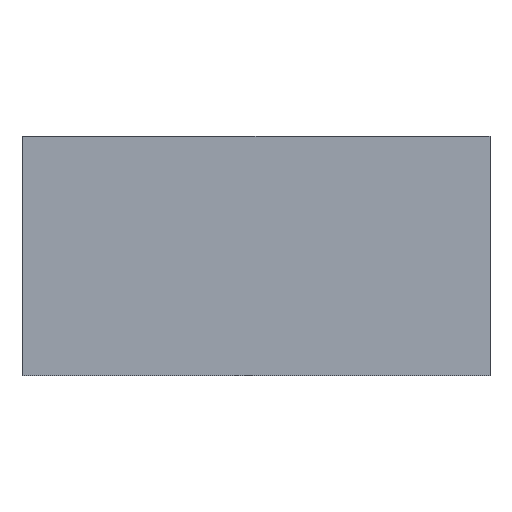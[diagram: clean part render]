
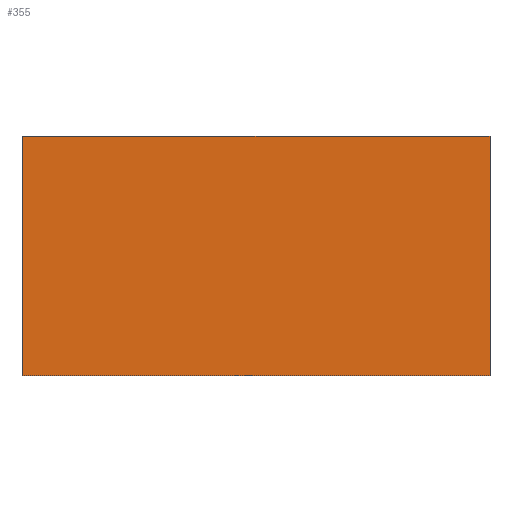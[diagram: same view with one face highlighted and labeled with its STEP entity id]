
A CAD part, front view. The second image highlights one B-rep face of the part: STEP entity #355.
In plain terms, the highlighted planar face has unit normal (0, -1, 0).
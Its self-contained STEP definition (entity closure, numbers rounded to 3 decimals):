
#355 = ADVANCED_FACE( '', ( #701 ), #702, .F. );
#701 = FACE_OUTER_BOUND( '', #1051, .T. );
#702 = PLANE( '', #1052 );
#1051 = EDGE_LOOP( '', ( #2100, #2101, #2102, #2103, #2104, #2105, #2106, #2107, #2108, #2109, #2110, #2111 ) );
#1052 = AXIS2_PLACEMENT_3D( '', #2112, #2113, #2114 );
#2100 = ORIENTED_EDGE( '', *, *, #2512, .F. );
#2101 = ORIENTED_EDGE( '', *, *, #2503, .T. );
#2102 = ORIENTED_EDGE( '', *, *, #2361, .F. );
#2103 = ORIENTED_EDGE( '', *, *, #2597, .F. );
#2104 = ORIENTED_EDGE( '', *, *, #2572, .T. );
#2105 = ORIENTED_EDGE( '', *, *, #2606, .T. );
#2106 = ORIENTED_EDGE( '', *, *, #2621, .F. );
#2107 = ORIENTED_EDGE( '', *, *, #2627, .T. );
#2108 = ORIENTED_EDGE( '', *, *, #2535, .T. );
#2109 = ORIENTED_EDGE( '', *, *, #2376, .F. );
#2110 = ORIENTED_EDGE( '', *, *, #2628, .F. );
#2111 = ORIENTED_EDGE( '', *, *, #2499, .F. );
#2112 = CARTESIAN_POINT( '', ( -2.05, -2.05, 2.1 ) );
#2113 = DIRECTION( '', ( 0., 1., 0. ) );
#2114 = DIRECTION( '', ( 0., 0., 1. ) );
#2361 = EDGE_CURVE( '', #2792, #2788, #2794, .T. );
#2376 = EDGE_CURVE( '', #2818, #2820, #2821, .T. );
#2499 = EDGE_CURVE( '', #3009, #3004, #3011, .T. );
#2503 = EDGE_CURVE( '', #3015, #2788, #3016, .T. );
#2512 = EDGE_CURVE( '', #3015, #3009, #3027, .T. );
#2535 = EDGE_CURVE( '', #3062, #2820, #3064, .T. );
#2572 = EDGE_CURVE( '', #3115, #3113, #3116, .T. );
#2597 = EDGE_CURVE( '', #3115, #2792, #3143, .T. );
#2606 = EDGE_CURVE( '', #3113, #3151, #3154, .T. );
#2621 = EDGE_CURVE( '', #3171, #3151, #3173, .T. );
#2627 = EDGE_CURVE( '', #3171, #3062, #3179, .T. );
#2628 = EDGE_CURVE( '', #3004, #2818, #3180, .T. );
#2788 = VERTEX_POINT( '', #3591 );
#2792 = VERTEX_POINT( '', #3597 );
#2794 = LINE( '', #3600, #3601 );
#2818 = VERTEX_POINT( '', #3639 );
#2820 = VERTEX_POINT( '', #3642 );
#2821 = LINE( '', #3643, #3644 );
#3004 = VERTEX_POINT( '', #4105 );
#3009 = VERTEX_POINT( '', #4112 );
#3011 = LINE( '', #4115, #4116 );
#3015 = VERTEX_POINT( '', #4134 );
#3016 = LINE( '', #4135, #4136 );
#3027 = LINE( '', #4157, #4158 );
#3062 = VERTEX_POINT( '', #4281 );
#3064 = LINE( '', #4284, #4285 );
#3113 = VERTEX_POINT( '', #4411 );
#3115 = VERTEX_POINT( '', #4414 );
#3116 = LINE( '', #4415, #4416 );
#3143 = LINE( '', #4458, #4459 );
#3151 = VERTEX_POINT( '', #4471 );
#3154 = LINE( '', #4475, #4476 );
#3171 = VERTEX_POINT( '', #4501 );
#3173 = LINE( '', #4504, #4505 );
#3179 = LINE( '', #4513, #4514 );
#3180 = LINE( '', #4515, #4516 );
#3591 = CARTESIAN_POINT( '', ( 0.6, -2.05, 2.1 ) );
#3597 = CARTESIAN_POINT( '', ( -0.6, -2.05, 2.1 ) );
#3600 = CARTESIAN_POINT( '', ( -2.05, -2.05, 2.1 ) );
#3601 = VECTOR( '', #4606, 1000. );
#3639 = CARTESIAN_POINT( '', ( 2.05, -2.05, 2.1 ) );
#3642 = CARTESIAN_POINT( '', ( 2.05, -2.05, 0. ) );
#3643 = CARTESIAN_POINT( '', ( 2.05, -2.05, 2.1 ) );
#3644 = VECTOR( '', #4614, 1000. );
#4105 = CARTESIAN_POINT( '', ( 1.6, -2.05, 2.1 ) );
#4112 = CARTESIAN_POINT( '', ( 1.6, -2.05, 2.1 ) );
#4115 = CARTESIAN_POINT( '', ( 1.6, -2.05, 2.1 ) );
#4116 = VECTOR( '', #4664, 1000. );
#4134 = CARTESIAN_POINT( '', ( 0.6, -2.05, 2.1 ) );
#4135 = CARTESIAN_POINT( '', ( 0.6, -2.05, 2.1 ) );
#4136 = VECTOR( '', #4665, 1000. );
#4157 = CARTESIAN_POINT( '', ( 0.6, -2.05, 2.1 ) );
#4158 = VECTOR( '', #4670, 1000. );
#4281 = CARTESIAN_POINT( '', ( -2.05, -2.05, 0. ) );
#4284 = CARTESIAN_POINT( '', ( -2.05, -2.05, 0. ) );
#4285 = VECTOR( '', #4672, 1000. );
#4411 = CARTESIAN_POINT( '', ( -1.6, -2.05, 2.1 ) );
#4414 = CARTESIAN_POINT( '', ( -0.6, -2.05, 2.1 ) );
#4415 = CARTESIAN_POINT( '', ( -0.6, -2.05, 2.1 ) );
#4416 = VECTOR( '', #4683, 1000. );
#4458 = CARTESIAN_POINT( '', ( -0.6, -2.05, 2.1 ) );
#4459 = VECTOR( '', #4694, 1000. );
#4471 = CARTESIAN_POINT( '', ( -1.6, -2.05, 2.1 ) );
#4475 = CARTESIAN_POINT( '', ( -1.6, -2.05, 2.1 ) );
#4476 = VECTOR( '', #4697, 1000. );
#4501 = CARTESIAN_POINT( '', ( -2.05, -2.05, 2.1 ) );
#4504 = CARTESIAN_POINT( '', ( -2.05, -2.05, 2.1 ) );
#4505 = VECTOR( '', #4704, 1000. );
#4513 = CARTESIAN_POINT( '', ( -2.05, -2.05, 2.1 ) );
#4514 = VECTOR( '', #4707, 1000. );
#4515 = CARTESIAN_POINT( '', ( -2.05, -2.05, 2.1 ) );
#4516 = VECTOR( '', #4708, 1000. );
#4606 = DIRECTION( '', ( 1., 0., 0. ) );
#4614 = DIRECTION( '', ( 0., 0., -1. ) );
#4664 = DIRECTION( '', ( 0., 0., 1. ) );
#4665 = DIRECTION( '', ( 0., 0., 1. ) );
#4670 = DIRECTION( '', ( 1., 0., 0. ) );
#4672 = DIRECTION( '', ( 1., 0., 0. ) );
#4683 = DIRECTION( '', ( -1., 0., 0. ) );
#4694 = DIRECTION( '', ( 0., 0., 1. ) );
#4697 = DIRECTION( '', ( 0., 0., 1. ) );
#4704 = DIRECTION( '', ( 1., 0., 0. ) );
#4707 = DIRECTION( '', ( 0., 0., -1. ) );
#4708 = DIRECTION( '', ( 1., 0., 0. ) );
